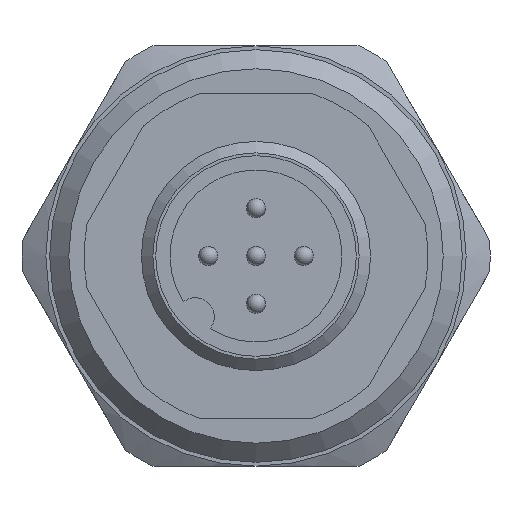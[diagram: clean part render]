
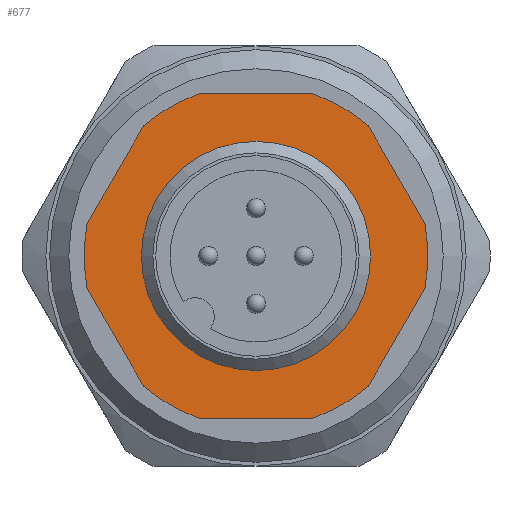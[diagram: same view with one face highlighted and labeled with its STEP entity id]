
A CAD part, front view. The second image highlights one B-rep face of the part: STEP entity #677.
In plain terms, the highlighted planar face has unit normal (0, -1, 0).
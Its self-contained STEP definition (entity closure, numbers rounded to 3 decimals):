
#16 = ORIENTED_EDGE ( 'NONE', *, *, #509, .T. ) ;
#21 = VERTEX_POINT ( 'NONE', #751 ) ;
#23 = LINE ( 'NONE', #2030, #2025 ) ;
#32 = EDGE_CURVE ( 'NONE', #1718, #1100, #23, .T. ) ;
#50 = LINE ( 'NONE', #2492, #1595 ) ;
#69 = LINE ( 'NONE', #2253, #1147 ) ;
#79 = DIRECTION ( 'NONE',  ( 0.5, 0., -0.866 ) ) ;
#83 = DIRECTION ( 'NONE',  ( 0., -1., 0. ) ) ;
#119 = LINE ( 'NONE', #2033, #1662 ) ;
#128 = LINE ( 'NONE', #371, #674 ) ;
#137 = EDGE_CURVE ( 'NONE', #858, #1566, #50, .T. ) ;
#185 = CARTESIAN_POINT ( 'NONE',  ( 0., -67.6, 0. ) ) ;
#186 = DIRECTION ( 'NONE',  ( 0., 0., 1. ) ) ;
#197 = CARTESIAN_POINT ( 'NONE',  ( 0., -67.6, 0. ) ) ;
#222 = VECTOR ( 'NONE', #1767, 1000. ) ;
#223 = CARTESIAN_POINT ( 'NONE',  ( 2.958, -67.6, -8.5 ) ) ;
#248 = AXIS2_PLACEMENT_3D ( 'NONE', #393, #1597, #186 ) ;
#342 = DIRECTION ( 'NONE',  ( -0.5, 0., -0.866 ) ) ;
#359 = CARTESIAN_POINT ( 'NONE',  ( 0., -67.6, 0. ) ) ;
#371 = CARTESIAN_POINT ( 'NONE',  ( 8.84, -67.6, 1.688 ) ) ;
#387 = AXIS2_PLACEMENT_3D ( 'NONE', #185, #2388, #2594 ) ;
#393 = CARTESIAN_POINT ( 'NONE',  ( 0., -67.6, 0. ) ) ;
#432 = DIRECTION ( 'NONE',  ( -1., 0., 0. ) ) ;
#445 = DIRECTION ( 'NONE',  ( 0.5, 0., 0.866 ) ) ;
#487 = VERTEX_POINT ( 'NONE', #1616 ) ;
#509 = EDGE_CURVE ( 'NONE', #1534, #1809, #2595, .T. ) ;
#514 = CIRCLE ( 'NONE', #387, 9. ) ;
#558 = VERTEX_POINT ( 'NONE', #2574 ) ;
#560 = ORIENTED_EDGE ( 'NONE', *, *, #2543, .T. ) ;
#642 = PLANE ( 'NONE',  #1794 ) ;
#674 = VECTOR ( 'NONE', #777, 1000. ) ;
#677 = ADVANCED_FACE ( 'NONE', ( #1436, #901 ), #642, .F. ) ;
#751 = CARTESIAN_POINT ( 'NONE',  ( 8.84, -67.6, -1.688 ) ) ;
#760 = DIRECTION ( 'NONE',  ( 0., 1., 0. ) ) ;
#777 = DIRECTION ( 'NONE',  ( -0.5, 0., 0.866 ) ) ;
#836 = CARTESIAN_POINT ( 'NONE',  ( 0., -67.6, 0. ) ) ;
#858 = VERTEX_POINT ( 'NONE', #1733 ) ;
#901 = FACE_BOUND ( 'NONE', #1414, .T. ) ;
#909 = AXIS2_PLACEMENT_3D ( 'NONE', #1955, #760, #2158 ) ;
#926 = ORIENTED_EDGE ( 'NONE', *, *, #1293, .T. ) ;
#988 = ORIENTED_EDGE ( 'NONE', *, *, #1109, .T. ) ;
#1005 = ORIENTED_EDGE ( 'NONE', *, *, #1648, .T. ) ;
#1037 = VERTEX_POINT ( 'NONE', #1882 ) ;
#1040 = DIRECTION ( 'NONE',  ( 0., 0., 1. ) ) ;
#1046 = AXIS2_PLACEMENT_3D ( 'NONE', #197, #1207, #1602 ) ;
#1068 = VERTEX_POINT ( 'NONE', #2601 ) ;
#1091 = EDGE_CURVE ( 'NONE', #1566, #1396, #1309, .T. ) ;
#1100 = VERTEX_POINT ( 'NONE', #2169 ) ;
#1109 = EDGE_CURVE ( 'NONE', #1396, #2043, #1828, .T. ) ;
#1126 = CARTESIAN_POINT ( 'NONE',  ( 8.5, -67.6, 0. ) ) ;
#1133 = ORIENTED_EDGE ( 'NONE', *, *, #1693, .T. ) ;
#1140 = EDGE_CURVE ( 'NONE', #21, #487, #514, .T. ) ;
#1143 = EDGE_CURVE ( 'NONE', #2043, #558, #2586, .T. ) ;
#1147 = VECTOR ( 'NONE', #445, 1000. ) ;
#1173 = DIRECTION ( 'NONE',  ( 0., -1., 0. ) ) ;
#1178 = AXIS2_PLACEMENT_3D ( 'NONE', #836, #2229, #1040 ) ;
#1207 = DIRECTION ( 'NONE',  ( 0., -1., 0. ) ) ;
#1283 = ORIENTED_EDGE ( 'NONE', *, *, #2203, .T. ) ;
#1288 = CARTESIAN_POINT ( 'NONE',  ( 2.958, -67.6, 8.5 ) ) ;
#1293 = EDGE_CURVE ( 'NONE', #487, #1534, #128, .T. ) ;
#1295 = CARTESIAN_POINT ( 'NONE',  ( 0., -67.6, 0. ) ) ;
#1309 = CIRCLE ( 'NONE', #1645, 9. ) ;
#1379 = CARTESIAN_POINT ( 'NONE',  ( -2.958, -67.6, -8.5 ) ) ;
#1396 = VERTEX_POINT ( 'NONE', #2520 ) ;
#1397 = CIRCLE ( 'NONE', #1178, 9. ) ;
#1414 = EDGE_LOOP ( 'NONE', ( #560 ) ) ;
#1436 = FACE_OUTER_BOUND ( 'NONE', #2606, .T. ) ;
#1448 = ORIENTED_EDGE ( 'NONE', *, *, #137, .T. ) ;
#1492 = DIRECTION ( 'NONE',  ( 0., 0., 1. ) ) ;
#1534 = VERTEX_POINT ( 'NONE', #1795 ) ;
#1566 = VERTEX_POINT ( 'NONE', #2003 ) ;
#1592 = ORIENTED_EDGE ( 'NONE', *, *, #1805, .T. ) ;
#1595 = VECTOR ( 'NONE', #79, 1000. ) ;
#1597 = DIRECTION ( 'NONE',  ( 0., -1., 0. ) ) ;
#1602 = DIRECTION ( 'NONE',  ( 0., 0., 1. ) ) ;
#1616 = CARTESIAN_POINT ( 'NONE',  ( 8.84, -67.6, 1.688 ) ) ;
#1645 = AXIS2_PLACEMENT_3D ( 'NONE', #359, #1173, #2369 ) ;
#1648 = EDGE_CURVE ( 'NONE', #1037, #1718, #1397, .T. ) ;
#1662 = VECTOR ( 'NONE', #432, 1000. ) ;
#1668 = AXIS2_PLACEMENT_3D ( 'NONE', #1295, #83, #1492 ) ;
#1693 = EDGE_CURVE ( 'NONE', #558, #21, #69, .T. ) ;
#1718 = VERTEX_POINT ( 'NONE', #2269 ) ;
#1733 = CARTESIAN_POINT ( 'NONE',  ( -8.84, -67.6, -1.688 ) ) ;
#1752 = ORIENTED_EDGE ( 'NONE', *, *, #1091, .T. ) ;
#1767 = DIRECTION ( 'NONE',  ( 1., 0., 0. ) ) ;
#1794 = AXIS2_PLACEMENT_3D ( 'NONE', #1126, #2109, #2524 ) ;
#1795 = CARTESIAN_POINT ( 'NONE',  ( 5.882, -67.6, 6.812 ) ) ;
#1805 = EDGE_CURVE ( 'NONE', #1100, #858, #2421, .T. ) ;
#1809 = VERTEX_POINT ( 'NONE', #1288 ) ;
#1828 = LINE ( 'NONE', #1379, #222 ) ;
#1882 = CARTESIAN_POINT ( 'NONE',  ( -2.958, -67.6, 8.5 ) ) ;
#1955 = CARTESIAN_POINT ( 'NONE',  ( 0., -67.6, 0. ) ) ;
#2003 = CARTESIAN_POINT ( 'NONE',  ( -5.882, -67.6, -6.812 ) ) ;
#2025 = VECTOR ( 'NONE', #342, 1000. ) ;
#2030 = CARTESIAN_POINT ( 'NONE',  ( -5.882, -67.6, 6.812 ) ) ;
#2033 = CARTESIAN_POINT ( 'NONE',  ( 2.958, -67.6, 8.5 ) ) ;
#2043 = VERTEX_POINT ( 'NONE', #223 ) ;
#2051 = ORIENTED_EDGE ( 'NONE', *, *, #1140, .T. ) ;
#2092 = CIRCLE ( 'NONE', #909, 5.4 ) ;
#2109 = DIRECTION ( 'NONE',  ( 0., 1., 0. ) ) ;
#2158 = DIRECTION ( 'NONE',  ( 0., 0., -1. ) ) ;
#2169 = CARTESIAN_POINT ( 'NONE',  ( -8.84, -67.6, 1.688 ) ) ;
#2203 = EDGE_CURVE ( 'NONE', #1809, #1037, #119, .T. ) ;
#2229 = DIRECTION ( 'NONE',  ( 0., -1., 0. ) ) ;
#2253 = CARTESIAN_POINT ( 'NONE',  ( 5.882, -67.6, -6.812 ) ) ;
#2269 = CARTESIAN_POINT ( 'NONE',  ( -5.882, -67.6, 6.812 ) ) ;
#2330 = ORIENTED_EDGE ( 'NONE', *, *, #1143, .T. ) ;
#2340 = ORIENTED_EDGE ( 'NONE', *, *, #32, .T. ) ;
#2369 = DIRECTION ( 'NONE',  ( 0., 0., 1. ) ) ;
#2388 = DIRECTION ( 'NONE',  ( 0., -1., 0. ) ) ;
#2421 = CIRCLE ( 'NONE', #1668, 9. ) ;
#2492 = CARTESIAN_POINT ( 'NONE',  ( -8.84, -67.6, -1.688 ) ) ;
#2520 = CARTESIAN_POINT ( 'NONE',  ( -2.958, -67.6, -8.5 ) ) ;
#2524 = DIRECTION ( 'NONE',  ( 0., 0., -1. ) ) ;
#2543 = EDGE_CURVE ( 'NONE', #1068, #1068, #2092, .T. ) ;
#2574 = CARTESIAN_POINT ( 'NONE',  ( 5.882, -67.6, -6.812 ) ) ;
#2586 = CIRCLE ( 'NONE', #248, 9. ) ;
#2594 = DIRECTION ( 'NONE',  ( 0., 0., 1. ) ) ;
#2595 = CIRCLE ( 'NONE', #1046, 9. ) ;
#2601 = CARTESIAN_POINT ( 'NONE',  ( 0., -67.6, -5.4 ) ) ;
#2606 = EDGE_LOOP ( 'NONE', ( #16, #1283, #1005, #2340, #1592, #1448, #1752, #988, #2330, #1133, #2051, #926 ) ) ;
